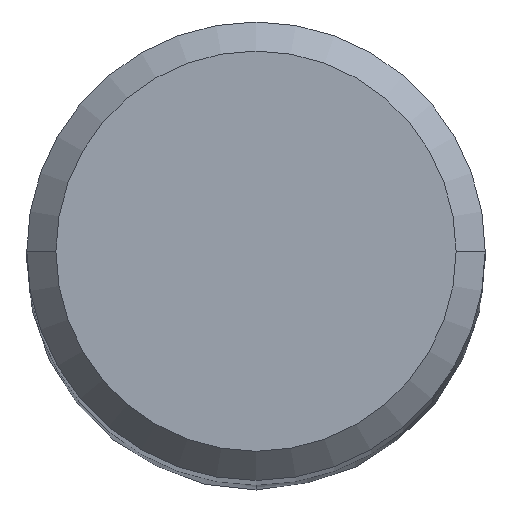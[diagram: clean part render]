
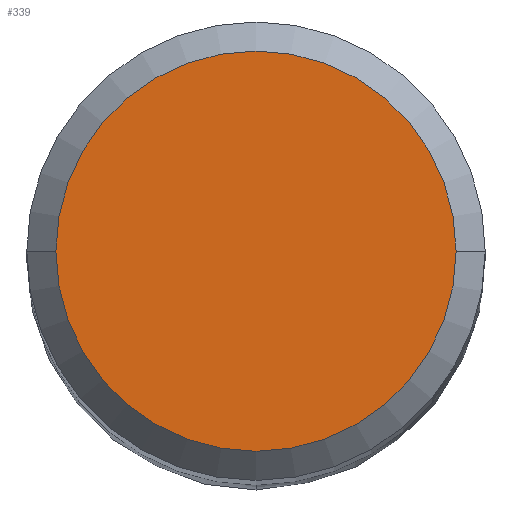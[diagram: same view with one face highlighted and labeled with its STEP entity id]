
A CAD part, top view. The second image highlights one B-rep face of the part: STEP entity #339.
In plain terms, the highlighted planar face has unit normal (0, 0, 1).
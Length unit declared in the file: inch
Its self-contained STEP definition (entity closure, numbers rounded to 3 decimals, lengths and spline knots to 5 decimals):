
#12 = VERTEX_POINT ( 'NONE', #239 ) ;
#20 = AXIS2_PLACEMENT_3D ( 'NONE', #91, #62, #181 ) ;
#27 = CARTESIAN_POINT ( 'NONE',  ( 0., 0., 2.95276 ) ) ;
#31 = EDGE_CURVE ( 'NONE', #293, #12, #52, .T. ) ;
#38 = DIRECTION ( 'NONE',  ( 0., 0., 1. ) ) ;
#40 = CIRCLE ( 'NONE', #235, 0.10311 ) ;
#51 = DIRECTION ( 'NONE',  ( 0., 0., 1. ) ) ;
#52 = CIRCLE ( 'NONE', #257, 0.10311 ) ;
#56 = CARTESIAN_POINT ( 'NONE',  ( 0., 0., 2.95276 ) ) ;
#57 = ORIENTED_EDGE ( 'NONE', *, *, #178, .T. ) ;
#62 = DIRECTION ( 'NONE',  ( 0., 0., 1. ) ) ;
#91 = CARTESIAN_POINT ( 'NONE',  ( 0., 0., 2.95276 ) ) ;
#106 = ORIENTED_EDGE ( 'NONE', *, *, #31, .T. ) ;
#119 = PLANE ( 'NONE',  #20 ) ;
#178 = EDGE_CURVE ( 'NONE', #12, #293, #40, .T. ) ;
#181 = DIRECTION ( 'NONE',  ( 1., 0., 0. ) ) ;
#235 = AXIS2_PLACEMENT_3D ( 'NONE', #56, #38, #304 ) ;
#239 = CARTESIAN_POINT ( 'NONE',  ( -0.10311, 0., 2.95276 ) ) ;
#257 = AXIS2_PLACEMENT_3D ( 'NONE', #27, #51, #296 ) ;
#293 = VERTEX_POINT ( 'NONE', #307 ) ;
#296 = DIRECTION ( 'NONE',  ( 1., 0., 0. ) ) ;
#304 = DIRECTION ( 'NONE',  ( 1., 0., 0. ) ) ;
#307 = CARTESIAN_POINT ( 'NONE',  ( 0.10311, 0., 2.95276 ) ) ;
#334 = FACE_OUTER_BOUND ( 'NONE', #338, .T. ) ;
#338 = EDGE_LOOP ( 'NONE', ( #57, #106 ) ) ;
#339 = ADVANCED_FACE ( 'NONE', ( #334 ), #119, .T. ) ;
